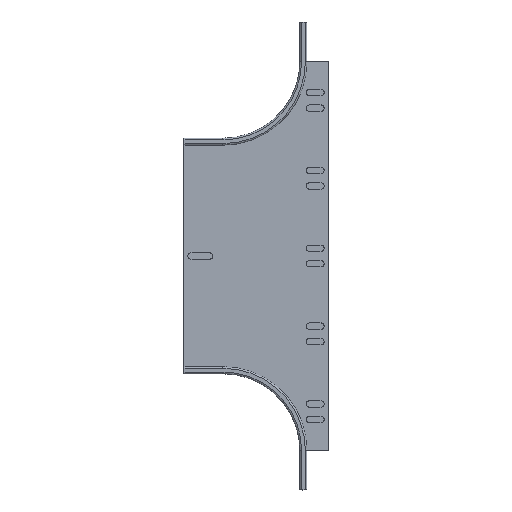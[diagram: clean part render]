
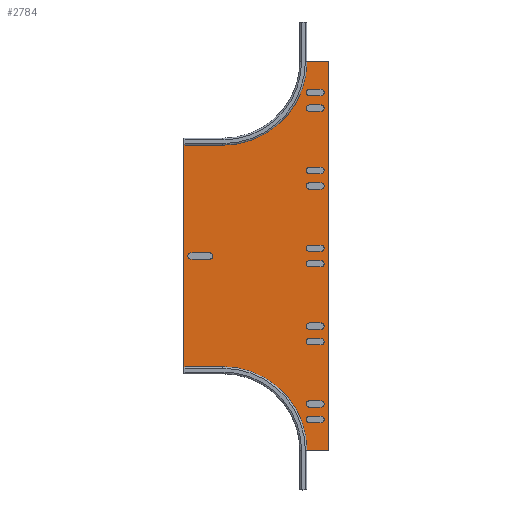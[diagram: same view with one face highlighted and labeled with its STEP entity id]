
A CAD part, top view. The second image highlights one B-rep face of the part: STEP entity #2784.
In plain terms, the highlighted planar face has unit normal (0, 0, 1).
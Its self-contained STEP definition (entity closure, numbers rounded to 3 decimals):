
#286=FACE_OUTER_BOUND('',#444,.T.);
#444=EDGE_LOOP('',(#2535,#2536,#2537,#2538,#2539,#2540,#2541,#2542));
#563=CIRCLE('',#3044,101.6);
#640=CIRCLE('',#3188,101.6);
#771=LINE('',#4653,#997);
#778=LINE('',#4681,#1004);
#792=LINE('',#4735,#1018);
#860=LINE('',#4974,#1086);
#862=LINE('',#4990,#1088);
#866=LINE('',#4999,#1092);
#997=VECTOR('',#3714,1.);
#1004=VECTOR('',#3749,1.);
#1018=VECTOR('',#3799,1.);
#1086=VECTOR('',#4079,1.);
#1088=VECTOR('',#4103,1.);
#1092=VECTOR('',#4117,1.);
#1286=VERTEX_POINT('',#4650);
#1287=VERTEX_POINT('',#4652);
#1289=VERTEX_POINT('',#4660);
#1294=VERTEX_POINT('',#4679);
#1316=VERTEX_POINT('',#4733);
#1380=VERTEX_POINT('',#4968);
#1381=VERTEX_POINT('',#4972);
#1384=VERTEX_POINT('',#4985);
#1636=EDGE_CURVE('',#1287,#1286,#771,.T.);
#1641=EDGE_CURVE('',#1289,#1286,#563,.T.);
#1652=EDGE_CURVE('',#1289,#1294,#778,.T.);
#1678=EDGE_CURVE('',#1294,#1316,#792,.T.);
#1798=EDGE_CURVE('',#1380,#1381,#860,.T.);
#1805=EDGE_CURVE('',#1384,#1380,#640,.T.);
#1806=EDGE_CURVE('',#1384,#1316,#862,.T.);
#1810=EDGE_CURVE('',#1287,#1381,#866,.T.);
#2535=ORIENTED_EDGE('',*,*,#1678,.T.);
#2536=ORIENTED_EDGE('',*,*,#1806,.F.);
#2537=ORIENTED_EDGE('',*,*,#1805,.T.);
#2538=ORIENTED_EDGE('',*,*,#1798,.T.);
#2539=ORIENTED_EDGE('',*,*,#1810,.F.);
#2540=ORIENTED_EDGE('',*,*,#1636,.T.);
#2541=ORIENTED_EDGE('',*,*,#1641,.F.);
#2542=ORIENTED_EDGE('',*,*,#1652,.T.);
#2626=PLANE('',#3195);
#2784=ADVANCED_FACE('',(#286),#2626,.F.);
#3044=AXIS2_PLACEMENT_3D('',#4662,#3724,#3725);
#3188=AXIS2_PLACEMENT_3D('',#4988,#4099,#4100);
#3195=AXIS2_PLACEMENT_3D('',#5000,#4118,#4119);
#3714=DIRECTION('',(-1.,0.,0.));
#3724=DIRECTION('center_axis',(0.,0.,1.));
#3725=DIRECTION('ref_axis',(0.,-1.,0.));
#3749=DIRECTION('',(-1.,0.,0.));
#3799=DIRECTION('',(0.,-1.,0.));
#4079=DIRECTION('',(1.,0.,0.));
#4099=DIRECTION('center_axis',(0.,0.,-1.));
#4100=DIRECTION('ref_axis',(0.,1.,0.));
#4103=DIRECTION('',(-1.,0.,0.));
#4117=DIRECTION('',(0.,-1.,0.));
#4118=DIRECTION('center_axis',(0.,0.,-1.));
#4119=DIRECTION('ref_axis',(1.,0.,0.));
#4650=CARTESIAN_POINT('',(173.457,375.333,-2.));
#4652=CARTESIAN_POINT('',(206.857,375.333,-2.));
#4653=CARTESIAN_POINT('',(139.357,375.333,-2.));
#4660=CARTESIAN_POINT('',(71.857,273.733,-2.));
#4662=CARTESIAN_POINT('Origin',(71.857,375.333,-2.));
#4679=CARTESIAN_POINT('',(21.857,273.733,-2.));
#4681=CARTESIAN_POINT('',(71.857,273.733,-2.));
#4733=CARTESIAN_POINT('',(21.857,-23.466,-2.));
#4735=CARTESIAN_POINT('',(21.857,200.133,-2.));
#4968=CARTESIAN_POINT('',(173.457,-125.066,-2.));
#4972=CARTESIAN_POINT('',(206.857,-125.066,-2.));
#4974=CARTESIAN_POINT('',(139.357,-125.066,-2.));
#4985=CARTESIAN_POINT('',(71.857,-23.466,-2.));
#4988=CARTESIAN_POINT('Origin',(71.857,-125.066,-2.));
#4990=CARTESIAN_POINT('',(71.857,-23.466,-2.));
#4999=CARTESIAN_POINT('',(206.857,100.133,-2.));
#5000=CARTESIAN_POINT('Origin',(71.857,75.933,-2.));
